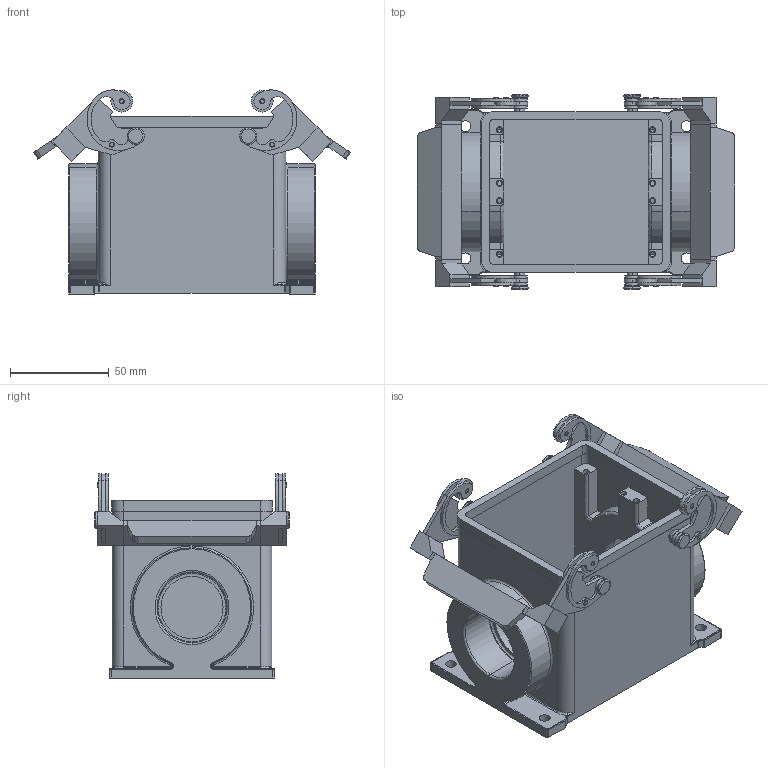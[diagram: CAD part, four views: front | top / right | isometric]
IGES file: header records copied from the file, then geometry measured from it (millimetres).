
Global section: file name: No Iges File Name specified; native system: AutoDesk Inventor R6.1; preprocessor: AutoDesk Inventor Iges Exporter R6.1; author: No Author specified; organization: No Organization specified; date: 20061220.144830; units: millimetre
Bounding box: 160.7 x 98.5 x 103.44 mm (x, y, z)
Volume: 272787.8 mm3; surface area: 108719.4 mm2
Topology: 1 solids, 5 shells, 818 faces, 2134 edges, 1368 vertices
Faces by surface type: bspline 331, plane 156, cylinder 151, revolution 126, torus 54
